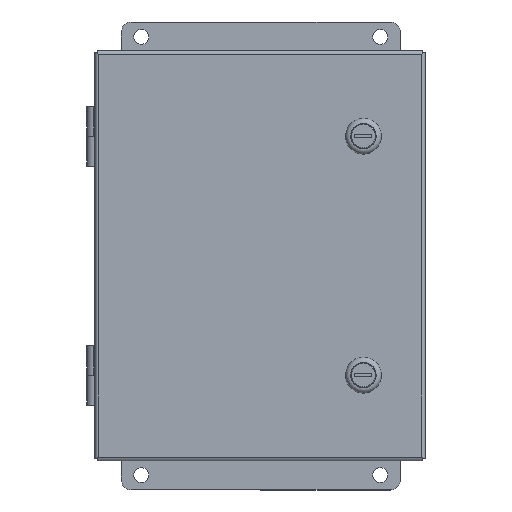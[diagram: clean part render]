
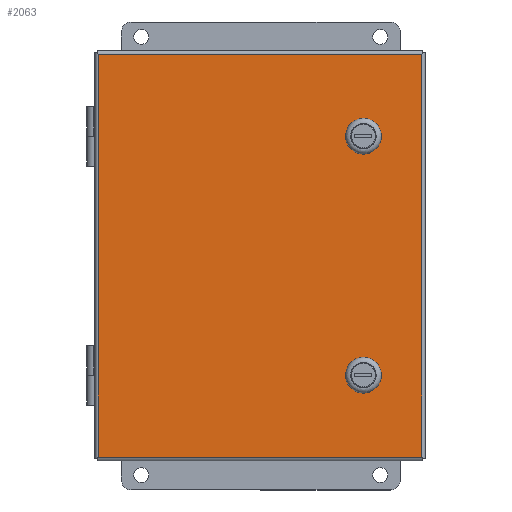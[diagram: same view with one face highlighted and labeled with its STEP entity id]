
A CAD part, top view. The second image highlights one B-rep face of the part: STEP entity #2063.
In plain terms, the highlighted face is planar.
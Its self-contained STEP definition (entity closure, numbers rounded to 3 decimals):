
#2063 = ADVANCED_FACE( '', ( #5091, #5092, #5093 ), #5094, .T. );
#5091 = FACE_BOUND( '', #10286, .T. );
#5092 = FACE_BOUND( '', #10287, .T. );
#5093 = FACE_OUTER_BOUND( '', #10288, .T. );
#5094 = PLANE( '', #10289 );
#10286 = EDGE_LOOP( '', ( #42465, #42466, #42467, #42468 ) );
#10287 = EDGE_LOOP( '', ( #42469, #42470, #42471, #42472 ) );
#10288 = EDGE_LOOP( '', ( #42473, #42474, #42475, #42476 ) );
#10289 = AXIS2_PLACEMENT_3D( '', #42477, #42478, #42479 );
#42465 = ORIENTED_EDGE( '', *, *, #55996, .F. );
#42466 = ORIENTED_EDGE( '', *, *, #55997, .F. );
#42467 = ORIENTED_EDGE( '', *, *, #55998, .F. );
#42468 = ORIENTED_EDGE( '', *, *, #55999, .F. );
#42469 = ORIENTED_EDGE( '', *, *, #56000, .F. );
#42470 = ORIENTED_EDGE( '', *, *, #56001, .F. );
#42471 = ORIENTED_EDGE( '', *, *, #56002, .F. );
#42472 = ORIENTED_EDGE( '', *, *, #56003, .F. );
#42473 = ORIENTED_EDGE( '', *, *, #56004, .T. );
#42474 = ORIENTED_EDGE( '', *, *, #56005, .F. );
#42475 = ORIENTED_EDGE( '', *, *, #56006, .T. );
#42476 = ORIENTED_EDGE( '', *, *, #56007, .T. );
#42477 = CARTESIAN_POINT( '', ( -105.41, 0., -130.81 ) );
#42478 = DIRECTION( '', ( 0., -1., 0. ) );
#42479 = DIRECTION( '', ( 0., 0., -1. ) );
#55996 = EDGE_CURVE( '', #60591, #60592, #60593, .T. );
#55997 = EDGE_CURVE( '', #60594, #60591, #60595, .T. );
#55998 = EDGE_CURVE( '', #60596, #60594, #60597, .T. );
#55999 = EDGE_CURVE( '', #60592, #60596, #60598, .T. );
#56000 = EDGE_CURVE( '', #60599, #60600, #60601, .T. );
#56001 = EDGE_CURVE( '', #60602, #60599, #60603, .T. );
#56002 = EDGE_CURVE( '', #60604, #60602, #60605, .T. );
#56003 = EDGE_CURVE( '', #60600, #60604, #60606, .T. );
#56004 = EDGE_CURVE( '', #60607, #60608, #60609, .T. );
#56005 = EDGE_CURVE( '', #60610, #60608, #60611, .T. );
#56006 = EDGE_CURVE( '', #60610, #60612, #60613, .T. );
#56007 = EDGE_CURVE( '', #60612, #60607, #60614, .T. );
#60591 = VERTEX_POINT( '', #67490 );
#60592 = VERTEX_POINT( '', #67491 );
#60593 = CIRCLE( '', #67492, 9.716 );
#60594 = VERTEX_POINT( '', #67493 );
#60595 = LINE( '', #67494, #67495 );
#60596 = VERTEX_POINT( '', #67496 );
#60597 = CIRCLE( '', #67497, 9.716 );
#60598 = LINE( '', #67498, #67499 );
#60599 = VERTEX_POINT( '', #67500 );
#60600 = VERTEX_POINT( '', #67501 );
#60601 = CIRCLE( '', #67502, 9.716 );
#60602 = VERTEX_POINT( '', #67503 );
#60603 = LINE( '', #67504, #67505 );
#60604 = VERTEX_POINT( '', #67506 );
#60605 = CIRCLE( '', #67507, 9.716 );
#60606 = LINE( '', #67508, #67509 );
#60607 = VERTEX_POINT( '', #67510 );
#60608 = VERTEX_POINT( '', #67511 );
#60609 = LINE( '', #67512, #67513 );
#60610 = VERTEX_POINT( '', #67514 );
#60611 = LINE( '', #67515, #67516 );
#60612 = VERTEX_POINT( '', #67517 );
#60613 = LINE( '', #67518, #67519 );
#60614 = LINE( '', #67520, #67521 );
#67490 = CARTESIAN_POINT( '', ( 74.041, 0., 81.522 ) );
#67491 = CARTESIAN_POINT( '', ( 57.785, 0., 81.522 ) );
#67492 = AXIS2_PLACEMENT_3D( '', #84413, #84414, #84415 );
#67493 = CARTESIAN_POINT( '', ( 74.041, 0., 70.878 ) );
#67494 = CARTESIAN_POINT( '', ( 74.041, 0., 81.522 ) );
#67495 = VECTOR( '', #84416, 1000. );
#67496 = CARTESIAN_POINT( '', ( 57.785, 0., 70.878 ) );
#67497 = AXIS2_PLACEMENT_3D( '', #84417, #84418, #84419 );
#67498 = CARTESIAN_POINT( '', ( 57.785, 0., 81.522 ) );
#67499 = VECTOR( '', #84420, 1000. );
#67500 = CARTESIAN_POINT( '', ( 74.041, 0., -70.878 ) );
#67501 = CARTESIAN_POINT( '', ( 57.785, 0., -70.878 ) );
#67502 = AXIS2_PLACEMENT_3D( '', #84421, #84422, #84423 );
#67503 = CARTESIAN_POINT( '', ( 74.041, 0., -81.522 ) );
#67504 = CARTESIAN_POINT( '', ( 74.041, 0., -70.878 ) );
#67505 = VECTOR( '', #84424, 1000. );
#67506 = CARTESIAN_POINT( '', ( 57.785, 0., -81.522 ) );
#67507 = AXIS2_PLACEMENT_3D( '', #84425, #84426, #84427 );
#67508 = CARTESIAN_POINT( '', ( 57.785, 0., -70.878 ) );
#67509 = VECTOR( '', #84428, 1000. );
#67510 = CARTESIAN_POINT( '', ( 103.073, 0., -128.473 ) );
#67511 = CARTESIAN_POINT( '', ( 103.073, 0., 128.473 ) );
#67512 = CARTESIAN_POINT( '', ( 103.073, 0., 128.473 ) );
#67513 = VECTOR( '', #84429, 1000. );
#67514 = CARTESIAN_POINT( '', ( -103.073, 0., 128.473 ) );
#67515 = CARTESIAN_POINT( '', ( -103.073, 0., 128.473 ) );
#67516 = VECTOR( '', #84430, 1000. );
#67517 = CARTESIAN_POINT( '', ( -103.073, 0., -128.473 ) );
#67518 = CARTESIAN_POINT( '', ( -103.073, 0., -130.81 ) );
#67519 = VECTOR( '', #84431, 1000. );
#67520 = CARTESIAN_POINT( '', ( 105.41, 0., -128.473 ) );
#67521 = VECTOR( '', #84432, 1000. );
#84413 = CARTESIAN_POINT( '', ( 65.913, 0., 76.2 ) );
#84414 = DIRECTION( '', ( 0., -1., 0. ) );
#84415 = DIRECTION( '', ( 1., 0., 0. ) );
#84416 = DIRECTION( '', ( 0., 0., 1. ) );
#84417 = CARTESIAN_POINT( '', ( 65.913, 0., 76.2 ) );
#84418 = DIRECTION( '', ( 0., -1., 0. ) );
#84419 = DIRECTION( '', ( 1., 0., 0. ) );
#84420 = DIRECTION( '', ( 0., 0., -1. ) );
#84421 = CARTESIAN_POINT( '', ( 65.913, 0., -76.2 ) );
#84422 = DIRECTION( '', ( 0., -1., 0. ) );
#84423 = DIRECTION( '', ( 1., 0., 0. ) );
#84424 = DIRECTION( '', ( 0., 0., 1. ) );
#84425 = CARTESIAN_POINT( '', ( 65.913, 0., -76.2 ) );
#84426 = DIRECTION( '', ( 0., -1., 0. ) );
#84427 = DIRECTION( '', ( 1., 0., 0. ) );
#84428 = DIRECTION( '', ( 0., 0., -1. ) );
#84429 = DIRECTION( '', ( 0., 0., 1. ) );
#84430 = DIRECTION( '', ( 1., 0., 0. ) );
#84431 = DIRECTION( '', ( 0., 0., -1. ) );
#84432 = DIRECTION( '', ( 1., 0., 0. ) );
